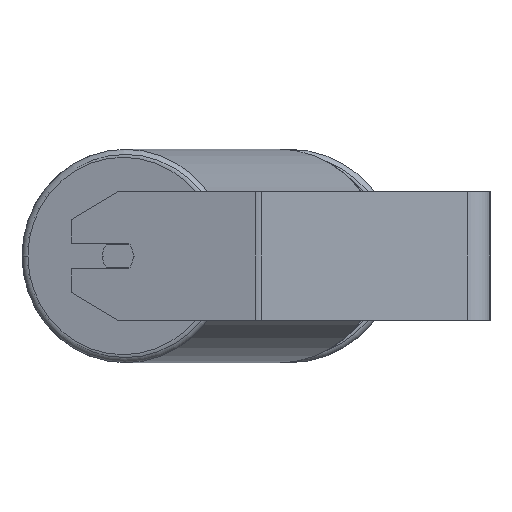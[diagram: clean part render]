
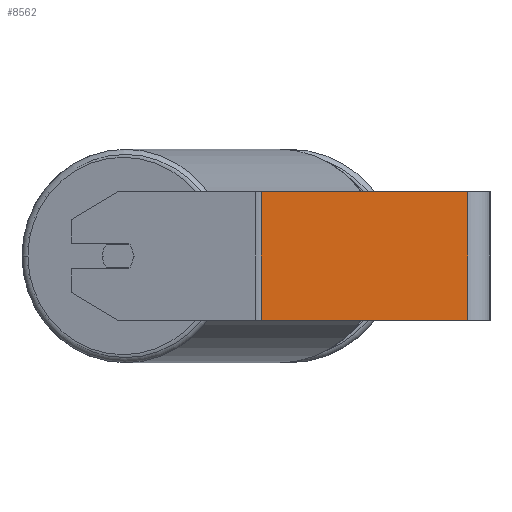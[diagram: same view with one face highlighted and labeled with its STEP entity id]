
A CAD part, left-side view. The second image highlights one B-rep face of the part: STEP entity #8562.
In plain terms, the highlighted planar face has unit normal (-1, 0, 0).
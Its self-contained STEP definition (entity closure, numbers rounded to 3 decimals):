
#73 = VERTEX_POINT ( 'NONE', #6304 ) ;
#205 = CARTESIAN_POINT ( 'NONE',  ( -630., 14., 40. ) ) ;
#492 = VECTOR ( 'NONE', #6291, 1000. ) ;
#721 = CARTESIAN_POINT ( 'NONE',  ( -630., 144.461, -40. ) ) ;
#865 = LINE ( 'NONE', #205, #492 ) ;
#948 = DIRECTION ( 'NONE',  ( 0., 0., -1. ) ) ;
#1027 = DIRECTION ( 'NONE',  ( 0., -1., 0. ) ) ;
#2379 = AXIS2_PLACEMENT_3D ( 'NONE', #6297, #2820, #948 ) ;
#2459 = VERTEX_POINT ( 'NONE', #8179 ) ;
#2510 = VECTOR ( 'NONE', #5521, 1000. ) ;
#2707 = EDGE_CURVE ( 'NONE', #7495, #6619, #865, .T. ) ;
#2820 = DIRECTION ( 'NONE',  ( 1., 0., 0. ) ) ;
#2933 = CARTESIAN_POINT ( 'NONE',  ( -630., 142.618, 40. ) ) ;
#2988 = CARTESIAN_POINT ( 'NONE',  ( -630., 144.461, 40. ) ) ;
#3283 = ORIENTED_EDGE ( 'NONE', *, *, #6496, .T. ) ;
#3574 = PLANE ( 'NONE',  #2379 ) ;
#5521 = DIRECTION ( 'NONE',  ( 0., -1., 0. ) ) ;
#5624 = VECTOR ( 'NONE', #1027, 1000. ) ;
#5651 = DIRECTION ( 'NONE',  ( 0., 0., -1. ) ) ;
#5813 = ORIENTED_EDGE ( 'NONE', *, *, #7779, .T. ) ;
#6052 = LINE ( 'NONE', #721, #2510 ) ;
#6198 = VECTOR ( 'NONE', #5651, 1000. ) ;
#6291 = DIRECTION ( 'NONE',  ( 0., 0., -1. ) ) ;
#6297 = CARTESIAN_POINT ( 'NONE',  ( -630., 144.461, 40. ) ) ;
#6304 = CARTESIAN_POINT ( 'NONE',  ( -630., 142.618, 40. ) ) ;
#6372 = LINE ( 'NONE', #2988, #5624 ) ;
#6496 = EDGE_CURVE ( 'NONE', #2459, #6619, #6052, .T. ) ;
#6619 = VERTEX_POINT ( 'NONE', #7702 ) ;
#6995 = LINE ( 'NONE', #2933, #6198 ) ;
#7345 = EDGE_CURVE ( 'NONE', #73, #7495, #6372, .T. ) ;
#7362 = CARTESIAN_POINT ( 'NONE',  ( -630., 14., 40. ) ) ;
#7470 = ORIENTED_EDGE ( 'NONE', *, *, #7345, .F. ) ;
#7495 = VERTEX_POINT ( 'NONE', #7362 ) ;
#7702 = CARTESIAN_POINT ( 'NONE',  ( -630., 14., -40. ) ) ;
#7779 = EDGE_CURVE ( 'NONE', #73, #2459, #6995, .T. ) ;
#8179 = CARTESIAN_POINT ( 'NONE',  ( -630., 142.618, -40. ) ) ;
#8234 = FACE_OUTER_BOUND ( 'NONE', #8761, .T. ) ;
#8549 = ORIENTED_EDGE ( 'NONE', *, *, #2707, .F. ) ;
#8562 = ADVANCED_FACE ( 'NONE', ( #8234 ), #3574, .F. ) ;
#8761 = EDGE_LOOP ( 'NONE', ( #3283, #8549, #7470, #5813 ) ) ;
